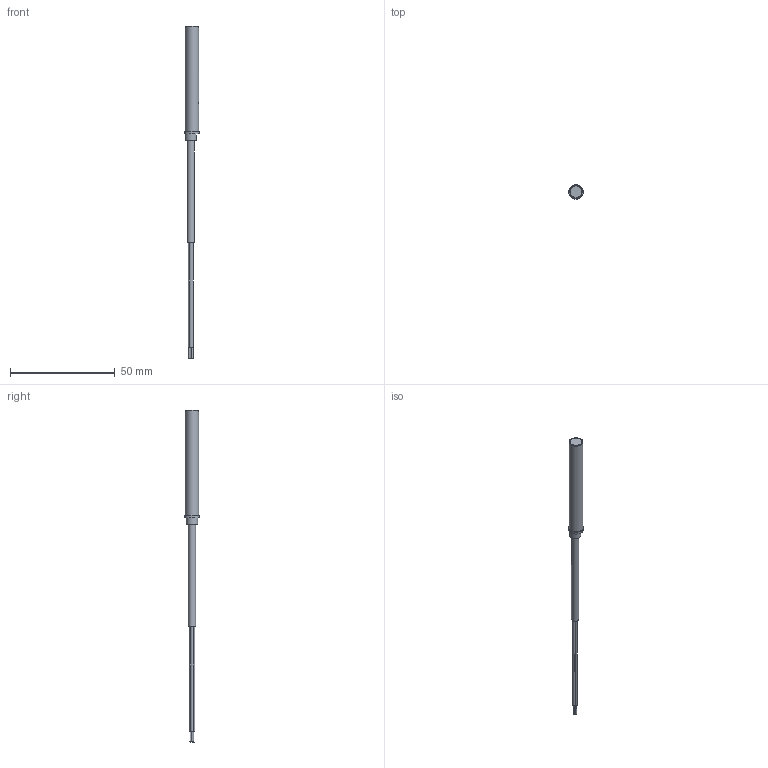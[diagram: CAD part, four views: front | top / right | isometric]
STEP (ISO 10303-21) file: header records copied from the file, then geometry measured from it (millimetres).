
FILE_DESCRIPTION(/* description */ (''),/* implementation_level */ '2;1');
FILE_NAME(/* name */ 'KDCT 6.5 V02 G3-4.stp',/* time_stamp */ '2015-07-20T14:37:22+02:00',/* author */ ('lck'),/* organization */ (''),/* preprocessor_version */ 'ST-DEVELOPER v15.6',/* originating_system */ 'Autodesk Inventor 2015',/* authorisation */ '');
FILE_SCHEMA (('AUTOMOTIVE_DESIGN { 1 0 10303 214 3 1 1 }'));
Length unit declared in the file: millimetre
Products named in the file (1): KDCT 6.5 V02 G3-4
Bounding box: 7 x 7 x 158.38 mm (x, y, z)
Volume: 2267.4 mm3; surface area: 3197.3 mm2
Topology: 2 solids, 24 shells, 58 faces, 94 edges, 65 vertices
Faces by surface type: cylinder 29, plane 27, cone 2
Full cylindrical faces by diameter (mm): 0.6 x4, 1 x13, 1.5 x1, 3.5 x1, 5.45 x1, 5.6 x1, 6.05 x1, 6.2 x1, 6.5 x1, 7 x1
Entity records: 1389 total; most frequent: CARTESIAN_POINT 361, DIRECTION 198, ORIENTED_EDGE 114, EDGE_LOOP 109, AXIS2_PLACEMENT_3D 99, FACE_OUTER_BOUND 58, ADVANCED_FACE 58, STYLED_ITEM 55
